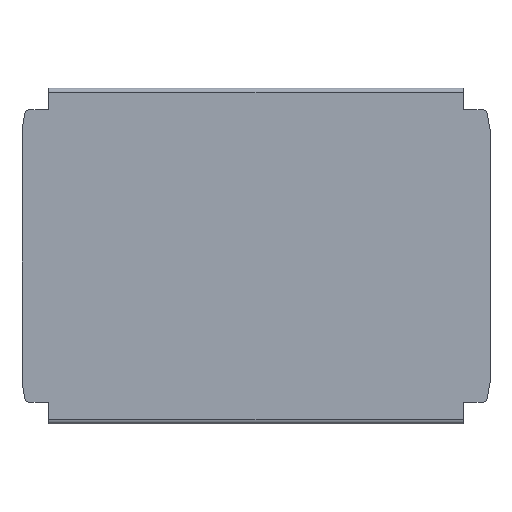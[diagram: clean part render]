
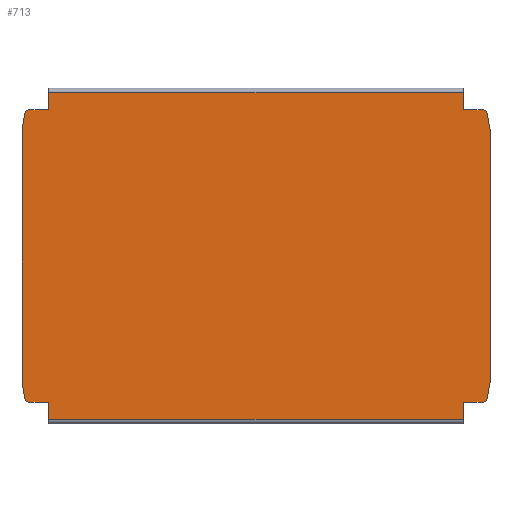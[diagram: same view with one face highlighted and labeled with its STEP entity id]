
A CAD part, top view. The second image highlights one B-rep face of the part: STEP entity #713.
In plain terms, the highlighted planar face has unit normal (0, 0, 1).
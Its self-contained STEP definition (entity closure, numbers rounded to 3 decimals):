
#22=PLANE('',#785);
#57=FACE_OUTER_BOUND('',#99,.T.);
#99=EDGE_LOOP('',(#533,#534,#535,#536,#537,#538,#539,#540,#541,#542,#543,
#544,#545,#546,#547,#548,#549,#550,#551,#552));
#153=LINE('',#1117,#233);
#156=LINE('',#1123,#236);
#157=LINE('',#1125,#237);
#158=LINE('',#1127,#238);
#159=LINE('',#1131,#239);
#160=LINE('',#1133,#240);
#161=LINE('',#1135,#241);
#162=LINE('',#1137,#242);
#163=LINE('',#1139,#243);
#164=LINE('',#1143,#244);
#165=LINE('',#1145,#245);
#166=LINE('',#1147,#246);
#167=LINE('',#1151,#247);
#168=LINE('',#1153,#248);
#169=LINE('',#1155,#249);
#170=LINE('',#1156,#250);
#233=VECTOR('',#899,10.);
#236=VECTOR('',#904,10.);
#237=VECTOR('',#905,10.);
#238=VECTOR('',#906,10.);
#239=VECTOR('',#909,10.);
#240=VECTOR('',#910,10.);
#241=VECTOR('',#911,10.);
#242=VECTOR('',#912,10.);
#243=VECTOR('',#913,10.);
#244=VECTOR('',#916,10.);
#245=VECTOR('',#917,10.);
#246=VECTOR('',#918,10.);
#247=VECTOR('',#921,10.);
#248=VECTOR('',#922,10.);
#249=VECTOR('',#923,10.);
#250=VECTOR('',#924,10.);
#298=CIRCLE('',#783,2.);
#299=CIRCLE('',#786,2.);
#300=CIRCLE('',#787,2.);
#301=CIRCLE('',#788,2.);
#337=VERTEX_POINT('',#1110);
#338=VERTEX_POINT('',#1112);
#339=VERTEX_POINT('',#1116);
#341=VERTEX_POINT('',#1122);
#342=VERTEX_POINT('',#1124);
#343=VERTEX_POINT('',#1126);
#344=VERTEX_POINT('',#1128);
#345=VERTEX_POINT('',#1130);
#346=VERTEX_POINT('',#1132);
#347=VERTEX_POINT('',#1134);
#348=VERTEX_POINT('',#1136);
#349=VERTEX_POINT('',#1138);
#350=VERTEX_POINT('',#1140);
#351=VERTEX_POINT('',#1142);
#352=VERTEX_POINT('',#1144);
#353=VERTEX_POINT('',#1146);
#354=VERTEX_POINT('',#1148);
#355=VERTEX_POINT('',#1150);
#356=VERTEX_POINT('',#1152);
#357=VERTEX_POINT('',#1154);
#409=EDGE_CURVE('',#337,#338,#298,.T.);
#411=EDGE_CURVE('',#339,#338,#153,.T.);
#414=EDGE_CURVE('',#341,#337,#156,.T.);
#415=EDGE_CURVE('',#342,#341,#157,.T.);
#416=EDGE_CURVE('',#343,#342,#158,.T.);
#417=EDGE_CURVE('',#344,#343,#299,.T.);
#418=EDGE_CURVE('',#344,#345,#159,.T.);
#419=EDGE_CURVE('',#345,#346,#160,.T.);
#420=EDGE_CURVE('',#346,#347,#161,.T.);
#421=EDGE_CURVE('',#347,#348,#162,.T.);
#422=EDGE_CURVE('',#348,#349,#163,.T.);
#423=EDGE_CURVE('',#350,#349,#300,.T.);
#424=EDGE_CURVE('',#351,#350,#164,.T.);
#425=EDGE_CURVE('',#352,#351,#165,.T.);
#426=EDGE_CURVE('',#353,#352,#166,.T.);
#427=EDGE_CURVE('',#354,#353,#301,.T.);
#428=EDGE_CURVE('',#354,#355,#167,.T.);
#429=EDGE_CURVE('',#355,#356,#168,.T.);
#430=EDGE_CURVE('',#356,#357,#169,.T.);
#431=EDGE_CURVE('',#357,#339,#170,.T.);
#533=ORIENTED_EDGE('',*,*,#409,.F.);
#534=ORIENTED_EDGE('',*,*,#414,.F.);
#535=ORIENTED_EDGE('',*,*,#415,.F.);
#536=ORIENTED_EDGE('',*,*,#416,.F.);
#537=ORIENTED_EDGE('',*,*,#417,.F.);
#538=ORIENTED_EDGE('',*,*,#418,.T.);
#539=ORIENTED_EDGE('',*,*,#419,.T.);
#540=ORIENTED_EDGE('',*,*,#420,.T.);
#541=ORIENTED_EDGE('',*,*,#421,.T.);
#542=ORIENTED_EDGE('',*,*,#422,.T.);
#543=ORIENTED_EDGE('',*,*,#423,.F.);
#544=ORIENTED_EDGE('',*,*,#424,.F.);
#545=ORIENTED_EDGE('',*,*,#425,.F.);
#546=ORIENTED_EDGE('',*,*,#426,.F.);
#547=ORIENTED_EDGE('',*,*,#427,.F.);
#548=ORIENTED_EDGE('',*,*,#428,.T.);
#549=ORIENTED_EDGE('',*,*,#429,.T.);
#550=ORIENTED_EDGE('',*,*,#430,.T.);
#551=ORIENTED_EDGE('',*,*,#431,.T.);
#552=ORIENTED_EDGE('',*,*,#411,.T.);
#713=ADVANCED_FACE('',(#57),#22,.T.);
#783=AXIS2_PLACEMENT_3D('',#1113,#894,#895);
#785=AXIS2_PLACEMENT_3D('',#1121,#902,#903);
#786=AXIS2_PLACEMENT_3D('',#1129,#907,#908);
#787=AXIS2_PLACEMENT_3D('',#1141,#914,#915);
#788=AXIS2_PLACEMENT_3D('',#1149,#919,#920);
#894=DIRECTION('center_axis',(0.,0.,-1.));
#895=DIRECTION('ref_axis',(-0.643,0.766,0.));
#899=DIRECTION('',(-1.,0.,0.));
#902=DIRECTION('center_axis',(0.,0.,1.));
#903=DIRECTION('ref_axis',(1.,0.,0.));
#904=DIRECTION('',(0.174,0.985,0.));
#905=DIRECTION('',(0.,1.,0.));
#906=DIRECTION('',(-0.174,0.985,0.));
#907=DIRECTION('center_axis',(0.,0.,-1.));
#908=DIRECTION('ref_axis',(-0.643,-0.766,0.));
#909=DIRECTION('',(1.,0.,0.));
#910=DIRECTION('',(0.,-1.,0.));
#911=DIRECTION('',(1.,0.,0.));
#912=DIRECTION('',(0.,1.,0.));
#913=DIRECTION('',(1.,0.,0.));
#914=DIRECTION('center_axis',(0.,0.,-1.));
#915=DIRECTION('ref_axis',(0.643,-0.766,0.));
#916=DIRECTION('',(-0.174,-0.985,0.));
#917=DIRECTION('',(0.,-1.,0.));
#918=DIRECTION('',(0.174,-0.985,0.));
#919=DIRECTION('center_axis',(0.,0.,-1.));
#920=DIRECTION('ref_axis',(0.643,0.766,0.));
#921=DIRECTION('',(-1.,0.,0.));
#922=DIRECTION('',(0.,1.,0.));
#923=DIRECTION('',(-1.,0.,0.));
#924=DIRECTION('',(0.,-1.,0.));
#1110=CARTESIAN_POINT('',(-117.348,72.547,1.5));
#1112=CARTESIAN_POINT('',(-115.379,74.2,1.5));
#1113=CARTESIAN_POINT('Origin',(-115.379,72.2,1.5));
#1116=CARTESIAN_POINT('',(-105.32,74.2,1.5));
#1117=CARTESIAN_POINT('',(-59.41,74.2,1.5));
#1121=CARTESIAN_POINT('Origin',(0.,0.,
1.5));
#1122=CARTESIAN_POINT('',(-118.82,64.2,1.5));
#1123=CARTESIAN_POINT('',(-122.077,45.728,1.5));
#1124=CARTESIAN_POINT('',(-118.82,-64.2,1.5));
#1125=CARTESIAN_POINT('',(-118.82,-85.2,1.5));
#1126=CARTESIAN_POINT('',(-117.348,-72.547,1.5));
#1127=CARTESIAN_POINT('',(-122.077,-45.728,1.5));
#1128=CARTESIAN_POINT('',(-115.379,-74.2,1.5));
#1129=CARTESIAN_POINT('Origin',(-115.379,-72.2,1.5));
#1130=CARTESIAN_POINT('',(-105.32,-74.2,1.5));
#1131=CARTESIAN_POINT('',(-52.66,-74.2,1.5));
#1132=CARTESIAN_POINT('',(-105.32,-82.9,1.5));
#1133=CARTESIAN_POINT('',(-105.32,-42.6,1.5));
#1134=CARTESIAN_POINT('',(105.32,-82.9,1.5));
#1135=CARTESIAN_POINT('',(-52.66,-82.9,1.5));
#1136=CARTESIAN_POINT('',(105.32,-74.2,1.5));
#1137=CARTESIAN_POINT('',(105.32,-37.1,1.5));
#1138=CARTESIAN_POINT('',(115.379,-74.2,1.5));
#1139=CARTESIAN_POINT('',(59.41,-74.2,1.5));
#1140=CARTESIAN_POINT('',(117.348,-72.547,1.5));
#1141=CARTESIAN_POINT('Origin',(115.379,-72.2,1.5));
#1142=CARTESIAN_POINT('',(118.82,-64.2,1.5));
#1143=CARTESIAN_POINT('',(122.077,-45.728,1.5));
#1144=CARTESIAN_POINT('',(118.82,64.2,1.5));
#1145=CARTESIAN_POINT('',(118.82,85.2,1.5));
#1146=CARTESIAN_POINT('',(117.348,72.547,1.5));
#1147=CARTESIAN_POINT('',(122.077,45.728,1.5));
#1148=CARTESIAN_POINT('',(115.379,74.2,1.5));
#1149=CARTESIAN_POINT('Origin',(115.379,72.2,1.5));
#1150=CARTESIAN_POINT('',(105.32,74.2,1.5));
#1151=CARTESIAN_POINT('',(52.66,74.2,1.5));
#1152=CARTESIAN_POINT('',(105.32,82.9,1.5));
#1153=CARTESIAN_POINT('',(105.32,42.6,1.5));
#1154=CARTESIAN_POINT('',(-105.32,82.9,1.5));
#1155=CARTESIAN_POINT('',(52.66,82.9,1.5));
#1156=CARTESIAN_POINT('',(-105.32,37.1,1.5));
